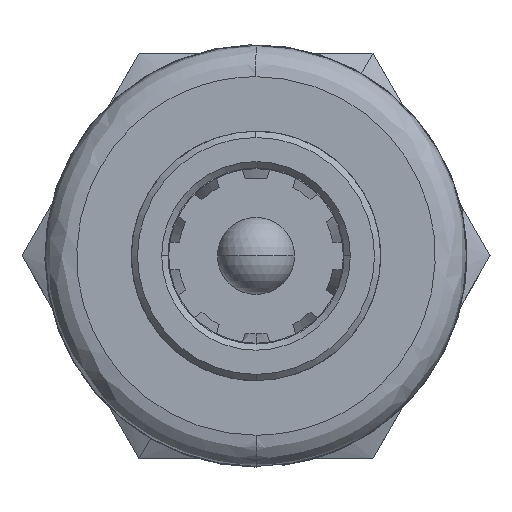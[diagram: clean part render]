
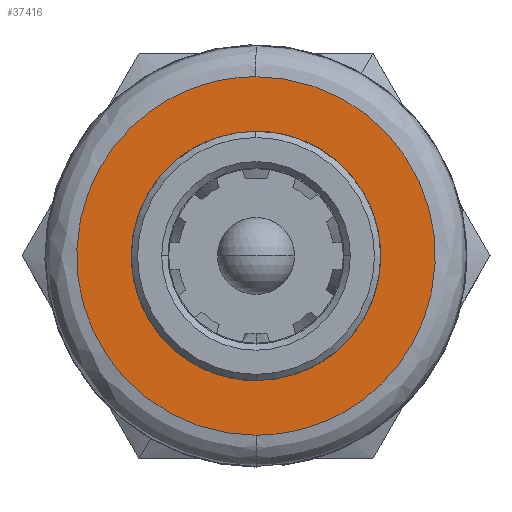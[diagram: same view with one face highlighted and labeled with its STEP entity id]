
A CAD part, left-side view. The second image highlights one B-rep face of the part: STEP entity #37416.
In plain terms, the highlighted planar face has unit normal (-1, 0, 0).
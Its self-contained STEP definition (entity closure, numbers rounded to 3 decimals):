
#350 = EDGE_CURVE ( 'NONE', #35325, #3866, #47394, .T. ) ;
#2789 = CARTESIAN_POINT ( 'NONE',  ( 0., 3.495, -2.014 ) ) ;
#3673 = FACE_OUTER_BOUND ( 'NONE', #26219, .T. ) ;
#3866 = VERTEX_POINT ( 'NONE', #46803 ) ;
#4410 = EDGE_CURVE ( 'NONE', #53330, #53825, #28183, .T. ) ;
#6103 = B_SPLINE_CURVE_WITH_KNOTS ( 'NONE', 3,
 ( #8562, #55696, #17810, #41393, #51278, #17607, #51074, #22410, #56117, #22615, #27423, #60910, #46867, #27207, #60697, #32195, #31995, #36971 ),
 .UNSPECIFIED., .F., .F.,
 ( 4, 2, 2, 2, 2, 2, 2, 2, 4 ),
 ( 0., 0.125, 0.25, 0.375, 0.5, 0.625, 0.75, 0.875, 1. ),
 .UNSPECIFIED. ) ;
#7597 = CARTESIAN_POINT ( 'NONE',  ( 0., 0.524, -4. ) ) ;
#8562 = CARTESIAN_POINT ( 'NONE',  ( 0., 0., -4. ) ) ;
#11793 = CARTESIAN_POINT ( 'NONE',  ( 0., 4., -0.524 ) ) ;
#12212 = CARTESIAN_POINT ( 'NONE',  ( 0., 4., 0.524 ) ) ;
#12900 = CARTESIAN_POINT ( 'NONE',  ( 0., 0., 5.75 ) ) ;
#13311 = CARTESIAN_POINT ( 'NONE',  ( 0., -11.5, 5.75 ) ) ;
#17041 = CARTESIAN_POINT ( 'NONE',  ( 0., 3.199, -2.458 ) ) ;
#17607 = CARTESIAN_POINT ( 'NONE',  ( 0., -3.199, -2.458 ) ) ;
#17810 = CARTESIAN_POINT ( 'NONE',  ( 0., -1.047, -3.896 ) ) ;
#19040 = PLANE ( 'NONE',  #43365 ) ;
#20943 = ORIENTED_EDGE ( 'NONE', *, *, #41787, .F. ) ;
#21847 = CARTESIAN_POINT ( 'NONE',  ( 0., 2.458, -3.199 ) ) ;
#22061 = CARTESIAN_POINT ( 'NONE',  ( 0., 3.199, 2.458 ) ) ;
#22410 = CARTESIAN_POINT ( 'NONE',  ( 0., -3.896, -1.047 ) ) ;
#22615 = CARTESIAN_POINT ( 'NONE',  ( 0., -4., 0.524 ) ) ;
#22987 = CARTESIAN_POINT ( 'NONE',  ( 0., 0., 5.75 ) ) ;
#23551 = CARTESIAN_POINT ( 'NONE',  ( 0., 0., -4. ) ) ;
#26219 = EDGE_LOOP ( 'NONE', ( #20943, #35159 ) ) ;
#26444 = CARTESIAN_POINT ( 'NONE',  ( 0., 2.458, 3.199 ) ) ;
#26660 = CARTESIAN_POINT ( 'NONE',  ( 0., 3.896, -1.047 ) ) ;
#26925 = CARTESIAN_POINT ( 'NONE',  ( 0., 0., -5.75 ) ) ;
#27207 = CARTESIAN_POINT ( 'NONE',  ( 0., -2.458, 3.199 ) ) ;
#27423 = CARTESIAN_POINT ( 'NONE',  ( 0., -3.896, 1.047 ) ) ;
#28183 = B_SPLINE_CURVE_WITH_KNOTS ( 'NONE', 3,
 ( #60157, #40411, #31441, #45056, #26444, #22061, #40837, #59950, #12212, #11793, #26660, #2789, #17041, #21847, #55338, #59745, #7597, #31033 ),
 .UNSPECIFIED., .F., .F.,
 ( 4, 2, 2, 2, 2, 2, 2, 2, 4 ),
 ( 0., 0.125, 0.25, 0.375, 0.5, 0.625, 0.75, 0.875, 1. ),
 .UNSPECIFIED. ) ;
#29152 =( BOUNDED_CURVE ( )  B_SPLINE_CURVE ( 3, ( #59703, #45423, #55087, #59906 ),
 .UNSPECIFIED., .F., .F. ) 
 B_SPLINE_CURVE_WITH_KNOTS ( ( 4, 4 ),
 ( 0., 1. ),
 .UNSPECIFIED. ) 
 CURVE ( )  GEOMETRIC_REPRESENTATION_ITEM ( )  RATIONAL_B_SPLINE_CURVE ( ( 1., 0.333, 0.333, 1. ) ) 
 REPRESENTATION_ITEM ( '' )  );
#31033 = CARTESIAN_POINT ( 'NONE',  ( 0., 0., -4. ) ) ;
#31441 = CARTESIAN_POINT ( 'NONE',  ( 0., 1.047, 3.896 ) ) ;
#31995 = CARTESIAN_POINT ( 'NONE',  ( 0., -0.524, 4. ) ) ;
#32127 = CARTESIAN_POINT ( 'NONE',  ( 0., -11.5, -5.75 ) ) ;
#32195 = CARTESIAN_POINT ( 'NONE',  ( 0., -1.047, 3.896 ) ) ;
#35159 = ORIENTED_EDGE ( 'NONE', *, *, #350, .F. ) ;
#35325 = VERTEX_POINT ( 'NONE', #22987 ) ;
#36971 = CARTESIAN_POINT ( 'NONE',  ( 0., 0., 4. ) ) ;
#37416 = ADVANCED_FACE ( 'NONE', ( #52335, #3673 ), #19040, .F. ) ;
#38089 = CARTESIAN_POINT ( 'NONE',  ( 0., 0., 4. ) ) ;
#40411 = CARTESIAN_POINT ( 'NONE',  ( 0., 0.524, 4. ) ) ;
#40837 = CARTESIAN_POINT ( 'NONE',  ( 0., 3.495, 2.014 ) ) ;
#41393 = CARTESIAN_POINT ( 'NONE',  ( 0., -2.014, -3.495 ) ) ;
#41787 = EDGE_CURVE ( 'NONE', #3866, #35325, #29152, .T. ) ;
#42205 = CARTESIAN_POINT ( 'NONE',  ( 0., 0., -6.75 ) ) ;
#43209 = ORIENTED_EDGE ( 'NONE', *, *, #4410, .F. ) ;
#43365 = AXIS2_PLACEMENT_3D ( 'NONE', #42205, #52086, #61310 ) ;
#45056 = CARTESIAN_POINT ( 'NONE',  ( 0., 2.014, 3.495 ) ) ;
#45423 = CARTESIAN_POINT ( 'NONE',  ( 0., 11.5, -5.75 ) ) ;
#46803 = CARTESIAN_POINT ( 'NONE',  ( 0., 0., -5.75 ) ) ;
#46867 = CARTESIAN_POINT ( 'NONE',  ( 0., -3.199, 2.458 ) ) ;
#47394 =( BOUNDED_CURVE ( )  B_SPLINE_CURVE ( 3, ( #12900, #13311, #32127, #26925 ),
 .UNSPECIFIED., .F., .F. ) 
 B_SPLINE_CURVE_WITH_KNOTS ( ( 4, 4 ),
 ( 0., 1. ),
 .UNSPECIFIED. ) 
 CURVE ( )  GEOMETRIC_REPRESENTATION_ITEM ( )  RATIONAL_B_SPLINE_CURVE ( ( 1., 0.333, 0.333, 1. ) ) 
 REPRESENTATION_ITEM ( '' )  );
#48028 = EDGE_CURVE ( 'NONE', #53825, #53330, #6103, .T. ) ;
#51074 = CARTESIAN_POINT ( 'NONE',  ( 0., -3.495, -2.014 ) ) ;
#51278 = CARTESIAN_POINT ( 'NONE',  ( 0., -2.458, -3.199 ) ) ;
#52086 = DIRECTION ( 'NONE',  ( 1., 0., 0. ) ) ;
#52335 = FACE_BOUND ( 'NONE', #54008, .T. ) ;
#53330 = VERTEX_POINT ( 'NONE', #38089 ) ;
#53825 = VERTEX_POINT ( 'NONE', #23551 ) ;
#54008 = EDGE_LOOP ( 'NONE', ( #58777, #43209 ) ) ;
#55087 = CARTESIAN_POINT ( 'NONE',  ( 0., 11.5, 5.75 ) ) ;
#55338 = CARTESIAN_POINT ( 'NONE',  ( 0., 2.014, -3.495 ) ) ;
#55696 = CARTESIAN_POINT ( 'NONE',  ( 0., -0.524, -4. ) ) ;
#56117 = CARTESIAN_POINT ( 'NONE',  ( 0., -4., -0.524 ) ) ;
#58777 = ORIENTED_EDGE ( 'NONE', *, *, #48028, .F. ) ;
#59703 = CARTESIAN_POINT ( 'NONE',  ( 0., 0., -5.75 ) ) ;
#59745 = CARTESIAN_POINT ( 'NONE',  ( 0., 1.047, -3.896 ) ) ;
#59906 = CARTESIAN_POINT ( 'NONE',  ( 0., 0., 5.75 ) ) ;
#59950 = CARTESIAN_POINT ( 'NONE',  ( 0., 3.896, 1.047 ) ) ;
#60157 = CARTESIAN_POINT ( 'NONE',  ( 0., 0., 4. ) ) ;
#60697 = CARTESIAN_POINT ( 'NONE',  ( 0., -2.014, 3.495 ) ) ;
#60910 = CARTESIAN_POINT ( 'NONE',  ( 0., -3.495, 2.014 ) ) ;
#61310 = DIRECTION ( 'NONE',  ( 0., 0., -1. ) ) ;
